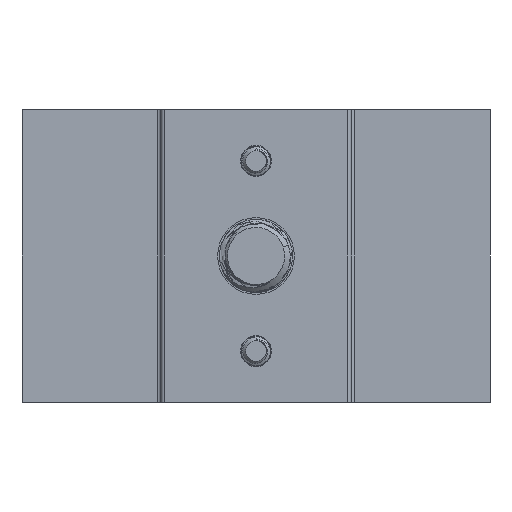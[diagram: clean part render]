
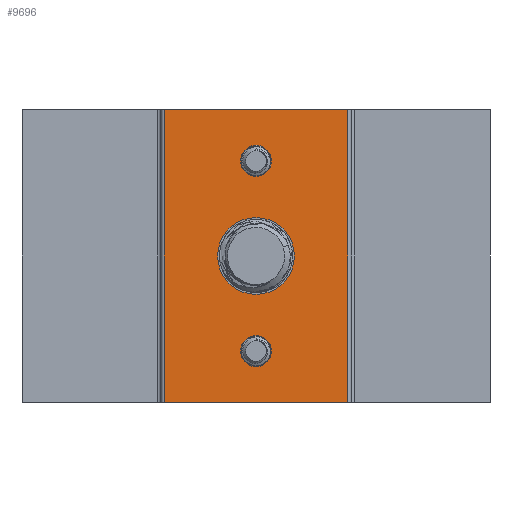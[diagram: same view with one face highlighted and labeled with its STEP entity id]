
A CAD part, front view. The second image highlights one B-rep face of the part: STEP entity #9696.
In plain terms, the highlighted planar face has unit normal (0, -1, 0).
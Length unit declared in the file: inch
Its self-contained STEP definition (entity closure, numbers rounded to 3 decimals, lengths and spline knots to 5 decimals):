
#72 = VERTEX_POINT ( 'NONE', #12150 ) ;
#108 = DIRECTION ( 'NONE',  ( 0., 0., -1. ) ) ;
#136 = AXIS2_PLACEMENT_3D ( 'NONE', #4860, #12000, #5912 ) ;
#296 = CARTESIAN_POINT ( 'NONE',  ( 0., 0., -1.25 ) ) ;
#308 = VERTEX_POINT ( 'NONE', #509 ) ;
#509 = CARTESIAN_POINT ( 'NONE',  ( 0., 0., -2.19531 ) ) ;
#590 = FACE_BOUND ( 'NONE', #1461, .T. ) ;
#649 = VERTEX_POINT ( 'NONE', #9774 ) ;
#743 = CARTESIAN_POINT ( 'NONE',  ( -0.7825, 0., 0. ) ) ;
#904 = FACE_OUTER_BOUND ( 'NONE', #4289, .T. ) ;
#959 = ORIENTED_EDGE ( 'NONE', *, *, #5058, .F. ) ;
#970 = EDGE_CURVE ( 'NONE', #12784, #72, #1972, .T. ) ;
#1461 = EDGE_LOOP ( 'NONE', ( #9715, #5819 ) ) ;
#1508 = VERTEX_POINT ( 'NONE', #13111 ) ;
#1605 = EDGE_LOOP ( 'NONE', ( #959, #6401 ) ) ;
#1972 = LINE ( 'NONE', #5926, #7438 ) ;
#2018 = CARTESIAN_POINT ( 'NONE',  ( -0.7825, 0., -2.5 ) ) ;
#2177 = EDGE_CURVE ( 'NONE', #6323, #2331, #10891, .T. ) ;
#2331 = VERTEX_POINT ( 'NONE', #10476 ) ;
#2442 = DIRECTION ( 'NONE',  ( 0., -1., 0. ) ) ;
#2489 = CIRCLE ( 'NONE', #6068, 0.328 ) ;
#2621 = ORIENTED_EDGE ( 'NONE', *, *, #4296, .F. ) ;
#2681 = CARTESIAN_POINT ( 'NONE',  ( 0., 0., -0.30469 ) ) ;
#3210 = DIRECTION ( 'NONE',  ( 0., 0., -1. ) ) ;
#3495 = ORIENTED_EDGE ( 'NONE', *, *, #9424, .T. ) ;
#3506 = VECTOR ( 'NONE', #6819, 39.37008 ) ;
#4289 = EDGE_LOOP ( 'NONE', ( #5839, #10028, #6766, #3495 ) ) ;
#4296 = EDGE_CURVE ( 'NONE', #2331, #6323, #6355, .T. ) ;
#4436 = CARTESIAN_POINT ( 'NONE',  ( 0., 0., -1.25 ) ) ;
#4507 = EDGE_CURVE ( 'NONE', #1508, #7852, #2489, .T. ) ;
#4738 = AXIS2_PLACEMENT_3D ( 'NONE', #4436, #11606, #5504 ) ;
#4832 = FACE_BOUND ( 'NONE', #1605, .T. ) ;
#4846 = FACE_BOUND ( 'NONE', #8758, .T. ) ;
#4860 = CARTESIAN_POINT ( 'NONE',  ( 0., 0., -2.0625 ) ) ;
#4991 = CARTESIAN_POINT ( 'NONE',  ( 0., 0., -2.0625 ) ) ;
#5058 = EDGE_CURVE ( 'NONE', #7852, #1508, #12898, .T. ) ;
#5504 = DIRECTION ( 'NONE',  ( 0., 0., -1. ) ) ;
#5819 = ORIENTED_EDGE ( 'NONE', *, *, #9557, .F. ) ;
#5839 = ORIENTED_EDGE ( 'NONE', *, *, #11605, .F. ) ;
#5912 = DIRECTION ( 'NONE',  ( 0., 0., -1. ) ) ;
#5926 = CARTESIAN_POINT ( 'NONE',  ( -0.7825, 0., -2.5 ) ) ;
#6008 = DIRECTION ( 'NONE',  ( 1., 0., 0. ) ) ;
#6040 = DIRECTION ( 'NONE',  ( 0., 0., -1. ) ) ;
#6068 = AXIS2_PLACEMENT_3D ( 'NONE', #296, #11477, #3210 ) ;
#6135 = PLANE ( 'NONE',  #11948 ) ;
#6183 = DIRECTION ( 'NONE',  ( 0., -1., 0. ) ) ;
#6303 = LINE ( 'NONE', #11610, #11220 ) ;
#6323 = VERTEX_POINT ( 'NONE', #2681 ) ;
#6355 = CIRCLE ( 'NONE', #6503, 0.13281 ) ;
#6363 = DIRECTION ( 'NONE',  ( 0., 0., 1. ) ) ;
#6401 = ORIENTED_EDGE ( 'NONE', *, *, #4507, .F. ) ;
#6503 = AXIS2_PLACEMENT_3D ( 'NONE', #12763, #12716, #11740 ) ;
#6546 = VERTEX_POINT ( 'NONE', #12274 ) ;
#6766 = ORIENTED_EDGE ( 'NONE', *, *, #970, .T. ) ;
#6819 = DIRECTION ( 'NONE',  ( 1., 0., 0. ) ) ;
#7384 = AXIS2_PLACEMENT_3D ( 'NONE', #12606, #2442, #9830 ) ;
#7393 = CARTESIAN_POINT ( 'NONE',  ( -0.7825, 0., -2.5 ) ) ;
#7438 = VECTOR ( 'NONE', #6008, 39.37008 ) ;
#7852 = VERTEX_POINT ( 'NONE', #12123 ) ;
#8190 = CIRCLE ( 'NONE', #10207, 0.13281 ) ;
#8369 = CIRCLE ( 'NONE', #136, 0.13281 ) ;
#8758 = EDGE_LOOP ( 'NONE', ( #9550, #2621 ) ) ;
#9059 = VERTEX_POINT ( 'NONE', #12828 ) ;
#9424 = EDGE_CURVE ( 'NONE', #72, #649, #6303, .T. ) ;
#9519 = DIRECTION ( 'NONE',  ( 0., 0., 1. ) ) ;
#9550 = ORIENTED_EDGE ( 'NONE', *, *, #2177, .F. ) ;
#9557 = EDGE_CURVE ( 'NONE', #308, #9059, #8369, .T. ) ;
#9696 = ADVANCED_FACE ( 'NONE', ( #590, #4846, #4832, #904 ), #6135, .T. ) ;
#9715 = ORIENTED_EDGE ( 'NONE', *, *, #12300, .F. ) ;
#9774 = CARTESIAN_POINT ( 'NONE',  ( 0.7825, 0., 0. ) ) ;
#9830 = DIRECTION ( 'NONE',  ( 0., 0., -1. ) ) ;
#9946 = EDGE_CURVE ( 'NONE', #12784, #6546, #11409, .T. ) ;
#10028 = ORIENTED_EDGE ( 'NONE', *, *, #9946, .F. ) ;
#10207 = AXIS2_PLACEMENT_3D ( 'NONE', #4991, #12121, #6040 ) ;
#10476 = CARTESIAN_POINT ( 'NONE',  ( 0., 0., -0.57031 ) ) ;
#10683 = LINE ( 'NONE', #743, #3506 ) ;
#10891 = CIRCLE ( 'NONE', #7384, 0.13281 ) ;
#11220 = VECTOR ( 'NONE', #9519, 39.37008 ) ;
#11409 = LINE ( 'NONE', #7393, #12212 ) ;
#11477 = DIRECTION ( 'NONE',  ( 0., -1., 0. ) ) ;
#11605 = EDGE_CURVE ( 'NONE', #6546, #649, #10683, .T. ) ;
#11606 = DIRECTION ( 'NONE',  ( 0., -1., 0. ) ) ;
#11610 = CARTESIAN_POINT ( 'NONE',  ( 0.7825, 0., -2.5 ) ) ;
#11740 = DIRECTION ( 'NONE',  ( 0., 0., -1. ) ) ;
#11948 = AXIS2_PLACEMENT_3D ( 'NONE', #2018, #6183, #108 ) ;
#12000 = DIRECTION ( 'NONE',  ( 0., -1., 0. ) ) ;
#12121 = DIRECTION ( 'NONE',  ( 0., -1., 0. ) ) ;
#12123 = CARTESIAN_POINT ( 'NONE',  ( 0., 0., -1.578 ) ) ;
#12150 = CARTESIAN_POINT ( 'NONE',  ( 0.7825, 0., -2.5 ) ) ;
#12212 = VECTOR ( 'NONE', #6363, 39.37008 ) ;
#12274 = CARTESIAN_POINT ( 'NONE',  ( -0.7825, 0., 0. ) ) ;
#12300 = EDGE_CURVE ( 'NONE', #9059, #308, #8190, .T. ) ;
#12484 = CARTESIAN_POINT ( 'NONE',  ( -0.7825, 0., -2.5 ) ) ;
#12606 = CARTESIAN_POINT ( 'NONE',  ( 0., 0., -0.4375 ) ) ;
#12716 = DIRECTION ( 'NONE',  ( 0., -1., 0. ) ) ;
#12763 = CARTESIAN_POINT ( 'NONE',  ( 0., 0., -0.4375 ) ) ;
#12784 = VERTEX_POINT ( 'NONE', #12484 ) ;
#12828 = CARTESIAN_POINT ( 'NONE',  ( 0., 0., -1.92969 ) ) ;
#12898 = CIRCLE ( 'NONE', #4738, 0.328 ) ;
#13111 = CARTESIAN_POINT ( 'NONE',  ( 0., 0., -0.922 ) ) ;
